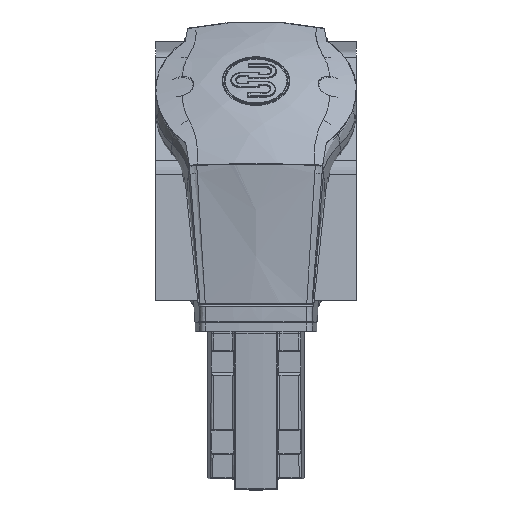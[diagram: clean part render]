
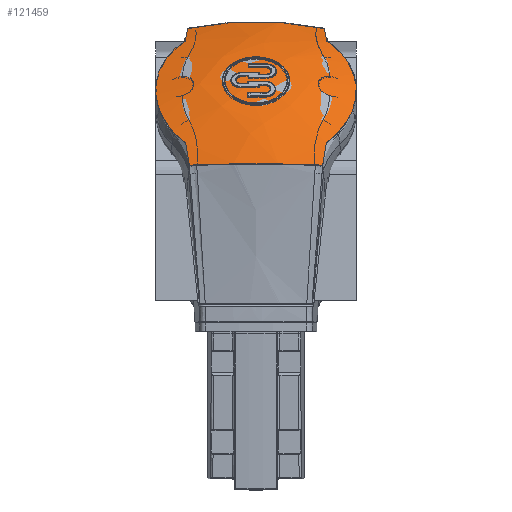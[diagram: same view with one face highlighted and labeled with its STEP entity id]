
A CAD part, top view. The second image highlights one B-rep face of the part: STEP entity #121459.
In plain terms, the highlighted free-form (B-spline) face has degree [3, 3] with [4, 4] control points.
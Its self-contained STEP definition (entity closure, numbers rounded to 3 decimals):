
#121320=CARTESIAN_POINT('',(-81.365,126.755,
-31.778));
#121321=CARTESIAN_POINT('',(-82.649,125.591,
-33.518));
#121322=CARTESIAN_POINT('',(-85.353,123.113,
-36.661));
#121323=CARTESIAN_POINT('',(-89.848,118.911,
-40.42));
#121324=CARTESIAN_POINT('',(-94.615,114.349,
-43.137));
#121325=CARTESIAN_POINT('',(-99.563,109.495,
-44.79));
#121326=CARTESIAN_POINT('',(-104.583,104.439,
-45.338));
#121327=CARTESIAN_POINT('',(-109.535,99.318,
-44.759));
#121328=CARTESIAN_POINT('',(-114.286,94.273,
-43.077));
#121329=CARTESIAN_POINT('',(-118.746,89.417,
-40.329));
#121330=CARTESIAN_POINT('',(-122.85,84.841,
-36.54));
#121331=CARTESIAN_POINT('',(-125.267,82.093,
-33.377));
#121332=CARTESIAN_POINT('',(-126.401,80.788,
-31.628));
#121337=CARTESIAN_POINT('',(-126.401,80.788,
-31.628));
#121338=CARTESIAN_POINT('',(-127.026,79.707,
-31.467));
#121339=CARTESIAN_POINT('',(-128.246,77.522,
-31.13));
#121340=CARTESIAN_POINT('',(-129.982,74.177,
-30.583));
#121341=CARTESIAN_POINT('',(-131.071,71.91,
-30.2));
#121342=CARTESIAN_POINT('',(-131.598,70.767,
-30.002));
#121347=CARTESIAN_POINT('',(-131.598,70.767,
-30.002));
#121348=CARTESIAN_POINT('',(-132.6,70.975,
-25.068));
#121349=CARTESIAN_POINT('',(-134.111,71.279,
-15.1));
#121350=CARTESIAN_POINT('',(-134.871,71.427,
0.));
#121351=CARTESIAN_POINT('',(-134.111,71.279,15.1));
#121352=CARTESIAN_POINT('',(-132.6,70.975,
25.068));
#121353=CARTESIAN_POINT('',(-131.598,70.767,
30.002));
#121358=CARTESIAN_POINT('',(-131.598,70.767,
30.002));
#121359=CARTESIAN_POINT('',(-131.071,71.91,
30.2));
#121360=CARTESIAN_POINT('',(-129.982,74.177,
30.583));
#121361=CARTESIAN_POINT('',(-128.246,77.522,
31.13));
#121362=CARTESIAN_POINT('',(-127.026,79.707,
31.467));
#121363=CARTESIAN_POINT('',(-126.401,80.788,
31.628));
#121368=CARTESIAN_POINT('',(-126.401,80.788,
31.628));
#121369=CARTESIAN_POINT('',(-125.267,82.093,
33.377));
#121370=CARTESIAN_POINT('',(-122.85,84.841,
36.54));
#121371=CARTESIAN_POINT('',(-118.746,89.418,
40.33));
#121372=CARTESIAN_POINT('',(-114.285,94.273,
43.077));
#121373=CARTESIAN_POINT('',(-109.534,99.318,
44.76));
#121374=CARTESIAN_POINT('',(-104.583,104.439,
45.338));
#121375=CARTESIAN_POINT('',(-99.563,109.495,
44.79));
#121376=CARTESIAN_POINT('',(-94.615,114.349,
43.138));
#121377=CARTESIAN_POINT('',(-89.848,118.91,
40.42));
#121378=CARTESIAN_POINT('',(-85.353,123.113,
36.661));
#121379=CARTESIAN_POINT('',(-82.649,125.591,
33.518));
#121380=CARTESIAN_POINT('',(-81.365,126.755,
31.778));
#121385=CARTESIAN_POINT('',(-81.365,126.755,
31.778));
#121386=CARTESIAN_POINT('',(-80.226,127.435,
31.652));
#121387=CARTESIAN_POINT('',(-77.931,128.752,
31.402));
#121388=CARTESIAN_POINT('',(-74.438,130.602,
31.032));
#121389=CARTESIAN_POINT('',(-72.08,131.748,
30.792));
#121390=CARTESIAN_POINT('',(-70.895,132.299,
30.674));
#121395=CARTESIAN_POINT('',(-70.895,132.299,
30.674));
#121396=CARTESIAN_POINT('',(-71.119,133.347,
25.636));
#121397=CARTESIAN_POINT('',(-71.447,134.929,
15.45));
#121398=CARTESIAN_POINT('',(-71.614,135.723,
0.));
#121399=CARTESIAN_POINT('',(-71.447,134.929,
-15.45));
#121400=CARTESIAN_POINT('',(-71.119,133.347,
-25.636));
#121401=CARTESIAN_POINT('',(-70.895,132.299,
-30.674));
#121406=CARTESIAN_POINT('',(-70.895,132.299,
-30.674));
#121407=CARTESIAN_POINT('',(-72.08,131.748,
-30.792));
#121408=CARTESIAN_POINT('',(-74.438,130.602,
-31.032));
#121409=CARTESIAN_POINT('',(-77.931,128.752,
-31.402));
#121410=CARTESIAN_POINT('',(-80.226,127.435,
-31.652));
#121411=CARTESIAN_POINT('',(-81.365,126.755,
-31.778));
#121416=VERTEX_POINT('',#121320);
#121417=VERTEX_POINT('',#121332);
#121418=VERTEX_POINT('',#121395);
#121419=VERTEX_POINT('',#121401);
#121420=VERTEX_POINT('',#121385);
#121421=VERTEX_POINT('',#121363);
#121422=VERTEX_POINT('',#121358);
#121423=VERTEX_POINT('',#121342);
#121424=CARTESIAN_POINT('',(-66.974,129.268,
-46.896));
#121425=CARTESIAN_POINT('',(-70.86,138.565,
-16.169));
#121426=CARTESIAN_POINT('',(-70.86,138.565,
16.169));
#121427=CARTESIAN_POINT('',(-66.974,129.268,
46.896));
#121428=CARTESIAN_POINT('',(-95.365,117.403,
-46.896));
#121429=CARTESIAN_POINT('',(-101.782,125.643,
-16.169));
#121430=CARTESIAN_POINT('',(-101.782,125.643,
16.169));
#121431=CARTESIAN_POINT('',(-95.365,117.403,
46.896));
#121432=CARTESIAN_POINT('',(-116.948,95.471,
-46.896));
#121433=CARTESIAN_POINT('',(-125.289,101.755,
-16.169));
#121434=CARTESIAN_POINT('',(-125.289,101.755,
16.169));
#121435=CARTESIAN_POINT('',(-116.948,95.471,
46.896));
#121436=CARTESIAN_POINT('',(-128.355,66.894,
-46.896));
#121437=CARTESIAN_POINT('',(-137.713,70.629,
-16.169));
#121438=CARTESIAN_POINT('',(-137.713,70.629,
16.169));
#121439=CARTESIAN_POINT('',(-128.355,66.894,
46.896));
#121440=(BOUNDED_SURFACE()B_SPLINE_SURFACE(3,3,((#121424,#121425,#121426,
#121427),(#121428,#121429,#121430,#121431),(#121432,#121433,#121434,#121435),(
#121436,#121437,#121438,#121439)),.UNSPECIFIED.,.F.,.F.,.F.)B_SPLINE_SURFACE_WITH_KNOTS((4,4),(4,4),(0.,1.),(0.,1.),.UNSPECIFIED.)GEOMETRIC_REPRESENTATION_ITEM()RATIONAL_B_SPLINE_SURFACE(((1.067,1.032,
1.032,1.067),(1.012,0.978,
0.978,1.012),(1.012,0.978,
0.978,1.012),(1.067,1.032,
1.032,1.067)))REPRESENTATION_ITEM('')SURFACE());
#121442=ORIENTED_EDGE('',*,*,#121441,.T.);
#121444=ORIENTED_EDGE('',*,*,#121443,.T.);
#121446=ORIENTED_EDGE('',*,*,#121445,.T.);
#121448=ORIENTED_EDGE('',*,*,#121447,.T.);
#121450=ORIENTED_EDGE('',*,*,#121449,.T.);
#121452=ORIENTED_EDGE('',*,*,#121451,.T.);
#121454=ORIENTED_EDGE('',*,*,#121453,.T.);
#121456=ORIENTED_EDGE('',*,*,#121455,.T.);
#121457=EDGE_LOOP('',(#121442,#121444,#121446,#121448,#121450,#121452,#121454,
#121456));
#121458=FACE_OUTER_BOUND('',#121457,.F.);
#121333=B_SPLINE_CURVE_WITH_KNOTS('',3,(#121320,#121321,#121322,#121323,#121324,
#121325,#121326,#121327,#121328,#121329,#121330,#121331,#121332),.UNSPECIFIED.,
.F.,.F.,(4,1,1,1,1,1,1,1,1,1,4),(0.,0.1,0.2,0.3,0.4,0.5,0.6,0.7,
0.8,0.9,1.),.UNSPECIFIED.);
#121343=B_SPLINE_CURVE_WITH_KNOTS('',3,(#121337,#121338,#121339,#121340,#121341,
#121342),.UNSPECIFIED.,.F.,.F.,(4,1,1,4),(0.,0.333,
0.667,1.),.UNSPECIFIED.);
#121354=B_SPLINE_CURVE_WITH_KNOTS('',3,(#121347,#121348,#121349,#121350,#121351,
#121352,#121353),.UNSPECIFIED.,.F.,.F.,(4,1,1,1,4),(0.,0.25,0.5,0.75,
1.),.UNSPECIFIED.);
#121364=B_SPLINE_CURVE_WITH_KNOTS('',3,(#121358,#121359,#121360,#121361,#121362,
#121363),.UNSPECIFIED.,.F.,.F.,(4,1,1,4),(0.,0.333,
0.667,1.),.UNSPECIFIED.);
#121381=B_SPLINE_CURVE_WITH_KNOTS('',3,(#121368,#121369,#121370,#121371,#121372,
#121373,#121374,#121375,#121376,#121377,#121378,#121379,#121380),.UNSPECIFIED.,
.F.,.F.,(4,1,1,1,1,1,1,1,1,1,4),(0.,0.1,0.2,0.3,0.4,0.5,0.6,0.7,
0.8,0.9,1.),.UNSPECIFIED.);
#121391=B_SPLINE_CURVE_WITH_KNOTS('',3,(#121385,#121386,#121387,#121388,#121389,
#121390),.UNSPECIFIED.,.F.,.F.,(4,1,1,4),(0.,0.333,
0.667,1.),.UNSPECIFIED.);
#121402=B_SPLINE_CURVE_WITH_KNOTS('',3,(#121395,#121396,#121397,#121398,#121399,
#121400,#121401),.UNSPECIFIED.,.F.,.F.,(4,1,1,1,4),(0.,0.25,0.5,0.75,
1.),.UNSPECIFIED.);
#121412=B_SPLINE_CURVE_WITH_KNOTS('',3,(#121406,#121407,#121408,#121409,#121410,
#121411),.UNSPECIFIED.,.F.,.F.,(4,1,1,4),(0.,0.333,
0.667,1.),.UNSPECIFIED.);
#121441=EDGE_CURVE('',#121416,#121417,#121333,.T.);
#121443=EDGE_CURVE('',#121417,#121423,#121343,.T.);
#121445=EDGE_CURVE('',#121423,#121422,#121354,.T.);
#121447=EDGE_CURVE('',#121422,#121421,#121364,.T.);
#121449=EDGE_CURVE('',#121421,#121420,#121381,.T.);
#121451=EDGE_CURVE('',#121420,#121418,#121391,.T.);
#121453=EDGE_CURVE('',#121418,#121419,#121402,.T.);
#121455=EDGE_CURVE('',#121419,#121416,#121412,.T.);
#121459=ADVANCED_FACE('',(#121458),#121440,.F.);
